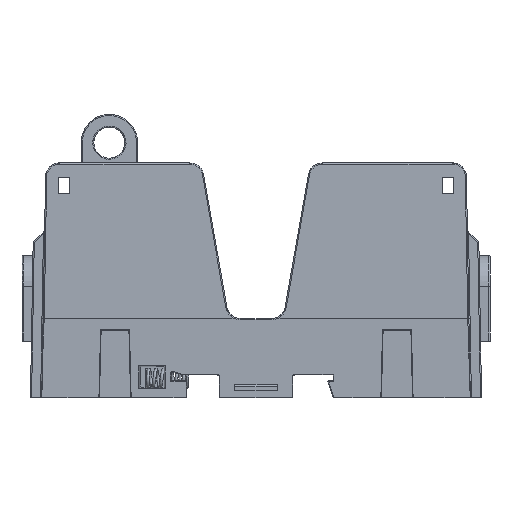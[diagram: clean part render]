
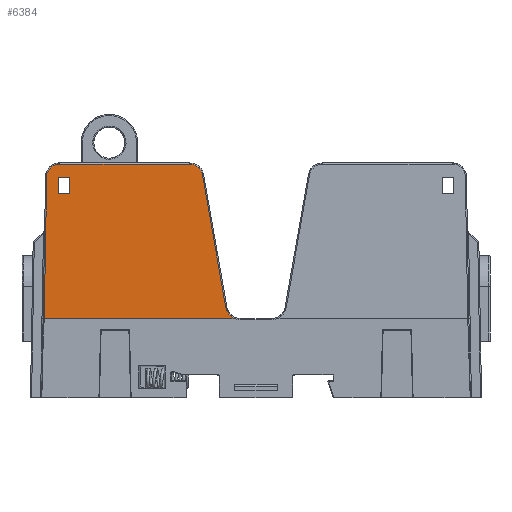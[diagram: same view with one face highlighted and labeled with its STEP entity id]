
A CAD part, front view. The second image highlights one B-rep face of the part: STEP entity #6384.
In plain terms, the highlighted planar face has unit normal (0, -1, 0.009).
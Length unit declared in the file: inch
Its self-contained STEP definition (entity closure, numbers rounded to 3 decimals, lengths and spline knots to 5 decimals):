
#1206 = CARTESIAN_POINT ( 'NONE',  ( -0.18609, -0.59, 0.7 ) ) ;
#1254 = VERTEX_POINT ( 'NONE', #34530 ) ;
#1505 = CARTESIAN_POINT ( 'NONE',  ( -0.18599, -0.59, 0.70002 ) ) ;
#3688 = VECTOR ( 'NONE', #34682, 39.37008 ) ;
#3959 = CARTESIAN_POINT ( 'NONE',  ( -0.18598, -0.59, 0.70004 ) ) ;
#5623 = EDGE_LOOP ( 'NONE', ( #36419, #54264, #19392, #13347, #11136, #34312, #56765, #20674 ) ) ;
#5732 = DIRECTION ( 'NONE',  ( 0., -0.009, -1. ) ) ;
#5758 = EDGE_CURVE ( 'NONE', #7620, #34145, #19683, .T. ) ;
#5996 = DIRECTION ( 'NONE',  ( -0.017, -0.009, -1. ) ) ;
#6384 = ADVANCED_FACE ( 'NONE', ( #10432, #32147 ), #9841, .T. ) ;
#6650 = B_SPLINE_CURVE_WITH_KNOTS ( 'NONE', 3,
 ( #41410, #1206, #24394, #19978, #14416, #19108, #10296, #33466, #46686, #15004, #1505, #50824, #55789, #24679, #55224, #54930 ),
 .UNSPECIFIED., .F., .F.,
 ( 4, 3, 3, 3, 3, 4 ),
 ( 0., 0., 0., 0., 0., 0. ),
 .UNSPECIFIED. ) ;
#7113 = CARTESIAN_POINT ( 'NONE',  ( -0.47497, -0.57887, 1.97506 ) ) ;
#7620 = VERTEX_POINT ( 'NONE', #16616 ) ;
#8024 = VERTEX_POINT ( 'NONE', #39311 ) ;
#8273 = LINE ( 'NONE', #57021, #3688 ) ;
#8706 = LINE ( 'NONE', #30730, #23528 ) ;
#8926 = LINE ( 'NONE', #37384, #27675 ) ;
#9841 = PLANE ( 'NONE',  #30779 ) ;
#10141 = DIRECTION ( 'NONE',  ( 0., -1., 0.009 ) ) ;
#10296 = CARTESIAN_POINT ( 'NONE',  ( -0.18602, -0.59, 0.70001 ) ) ;
#10416 = LINE ( 'NONE', #37703, #17492 ) ;
#10432 = FACE_BOUND ( 'NONE', #32355, .T. ) ;
#11085 = VECTOR ( 'NONE', #19592, 39.37008 ) ;
#11136 = ORIENTED_EDGE ( 'NONE', *, *, #5758, .T. ) ;
#11865 = VERTEX_POINT ( 'NONE', #3959 ) ;
#12039 = ORIENTED_EDGE ( 'NONE', *, *, #42190, .T. ) ;
#12523 = DIRECTION ( 'NONE',  ( -1., 0., 0. ) ) ;
#12688 = VERTEX_POINT ( 'NONE', #25282 ) ;
#13347 = ORIENTED_EDGE ( 'NONE', *, *, #32560, .T. ) ;
#13703 = VECTOR ( 'NONE', #12523, 39.37008 ) ;
#14184 =( BOUNDED_CURVE ( )  B_SPLINE_CURVE ( 3, ( #14339, #18743, #54566, #50164 ),
 .UNSPECIFIED., .F., .T. ) 
 B_SPLINE_CURVE_WITH_KNOTS ( ( 4, 4 ),
 ( 3.14159, 4.69494 ),
 .UNSPECIFIED. ) 
 CURVE ( )  GEOMETRIC_REPRESENTATION_ITEM ( )  RATIONAL_B_SPLINE_CURVE ( ( 1., 0.809, 0.809, 1. ) ) 
 REPRESENTATION_ITEM ( '' )  );
#14339 = CARTESIAN_POINT ( 'NONE',  ( -1.74086, -0.57804, 2.07009 ) ) ;
#14416 = CARTESIAN_POINT ( 'NONE',  ( -0.18604, -0.59, 0.7 ) ) ;
#15004 = CARTESIAN_POINT ( 'NONE',  ( -0.186, -0.59, 0.70002 ) ) ;
#16616 = CARTESIAN_POINT ( 'NONE',  ( -0.47497, -0.57887, 1.97506 ) ) ;
#16719 = VERTEX_POINT ( 'NONE', #32586 ) ;
#17492 = VECTOR ( 'NONE', #5996, 39.37008 ) ;
#17867 = CARTESIAN_POINT ( 'NONE',  ( -0.29952, -0.58756, 0.98003 ) ) ;
#18047 =( BOUNDED_CURVE ( )  B_SPLINE_CURVE ( 3, ( #35257, #52627, #20922, #29708 ),
 .UNSPECIFIED., .F., .T. ) 
 B_SPLINE_CURVE_WITH_KNOTS ( ( 4, 4 ),
 ( 0.38634, 1.39626 ),
 .UNSPECIFIED. ) 
 CURVE ( )  GEOMETRIC_REPRESENTATION_ITEM ( )  RATIONAL_B_SPLINE_CURVE ( ( 1., 0.917, 0.917, 1. ) ) 
 REPRESENTATION_ITEM ( '' )  );
#18344 = EDGE_CURVE ( 'NONE', #1254, #24350, #14184, .T. ) ;
#18736 = EDGE_CURVE ( 'NONE', #36748, #8024, #41265, .T. ) ;
#18743 = CARTESIAN_POINT ( 'NONE',  ( -1.80729, -0.57804, 2.07009 ) ) ;
#18961 = CARTESIAN_POINT ( 'NONE',  ( -1.88778, -0.57905, 1.955 ) ) ;
#19108 = CARTESIAN_POINT ( 'NONE',  ( -0.18603, -0.59, 0.70001 ) ) ;
#19187 = CARTESIAN_POINT ( 'NONE',  ( -1.75, -0.58036, 1.805 ) ) ;
#19392 = ORIENTED_EDGE ( 'NONE', *, *, #53000, .T. ) ;
#19592 = DIRECTION ( 'NONE',  ( -1., 0., 0. ) ) ;
#19683 =( BOUNDED_CURVE ( )  B_SPLINE_CURVE ( 3, ( #7113, #33816, #25039, #42928 ),
 .UNSPECIFIED., .F., .T. ) 
 B_SPLINE_CURVE_WITH_KNOTS ( ( 4, 4 ),
 ( 1.74533, 3.14159 ),
 .UNSPECIFIED. ) 
 CURVE ( )  GEOMETRIC_REPRESENTATION_ITEM ( )  RATIONAL_B_SPLINE_CURVE ( ( 1., 0.844, 0.844, 1. ) ) 
 REPRESENTATION_ITEM ( '' )  );
#19978 = CARTESIAN_POINT ( 'NONE',  ( -0.18606, -0.59, 0.7 ) ) ;
#20674 = ORIENTED_EDGE ( 'NONE', *, *, #21713, .T. ) ;
#20922 = CARTESIAN_POINT ( 'NONE',  ( -0.25981, -0.58952, 0.75488 ) ) ;
#21424 = EDGE_CURVE ( 'NONE', #34145, #1254, #21898, .T. ) ;
#21713 = EDGE_CURVE ( 'NONE', #24350, #12688, #10416, .T. ) ;
#21898 = LINE ( 'NONE', #57437, #13703 ) ;
#23512 = CARTESIAN_POINT ( 'NONE',  ( -0.1861, -0.59, 0.7 ) ) ;
#23528 = VECTOR ( 'NONE', #57465, 39.37008 ) ;
#24350 = VERTEX_POINT ( 'NONE', #36625 ) ;
#24394 = CARTESIAN_POINT ( 'NONE',  ( -0.18607, -0.59, 0.7 ) ) ;
#24679 = CARTESIAN_POINT ( 'NONE',  ( -0.18598, -0.59, 0.70003 ) ) ;
#25039 = CARTESIAN_POINT ( 'NONE',  ( -0.52983, -0.57804, 2.07009 ) ) ;
#25282 = CARTESIAN_POINT ( 'NONE',  ( -1.87778, -0.59, 0.7 ) ) ;
#26819 = CARTESIAN_POINT ( 'NONE',  ( -0.58822, -0.57804, 2.07009 ) ) ;
#27675 = VECTOR ( 'NONE', #27707, 39.37008 ) ;
#27707 = DIRECTION ( 'NONE',  ( 0., -0.009, -1. ) ) ;
#28574 = CARTESIAN_POINT ( 'NONE',  ( -1.75, -0.57905, 1.955 ) ) ;
#29558 = LINE ( 'NONE', #33079, #11085 ) ;
#29708 = CARTESIAN_POINT ( 'NONE',  ( -0.26806, -0.58911, 0.80164 ) ) ;
#30730 = CARTESIAN_POINT ( 'NONE',  ( -1.9, -0.59, 0.7 ) ) ;
#30779 = AXIS2_PLACEMENT_3D ( 'NONE', #50382, #10141, #5732 ) ;
#32147 = FACE_OUTER_BOUND ( 'NONE', #5623, .T. ) ;
#32355 = EDGE_LOOP ( 'NONE', ( #37978, #35472, #50499, #12039 ) ) ;
#32560 = EDGE_CURVE ( 'NONE', #16719, #7620, #58073, .T. ) ;
#32586 = CARTESIAN_POINT ( 'NONE',  ( -0.26806, -0.58911, 0.80164 ) ) ;
#33079 = CARTESIAN_POINT ( 'NONE',  ( -1.88778, -0.58036, 1.805 ) ) ;
#33466 = CARTESIAN_POINT ( 'NONE',  ( -0.18601, -0.59, 0.70001 ) ) ;
#33816 = CARTESIAN_POINT ( 'NONE',  ( -0.4851, -0.57837, 2.03256 ) ) ;
#34145 = VERTEX_POINT ( 'NONE', #26819 ) ;
#34312 = ORIENTED_EDGE ( 'NONE', *, *, #21424, .T. ) ;
#34530 = CARTESIAN_POINT ( 'NONE',  ( -1.74086, -0.57804, 2.07009 ) ) ;
#34682 = DIRECTION ( 'NONE',  ( 0., 0.009, 1. ) ) ;
#35257 = CARTESIAN_POINT ( 'NONE',  ( -0.18598, -0.59, 0.70004 ) ) ;
#35472 = ORIENTED_EDGE ( 'NONE', *, *, #52983, .T. ) ;
#36419 = ORIENTED_EDGE ( 'NONE', *, *, #55638, .T. ) ;
#36625 = CARTESIAN_POINT ( 'NONE',  ( -1.85584, -0.57903, 1.95709 ) ) ;
#36748 = VERTEX_POINT ( 'NONE', #28574 ) ;
#36771 = VERTEX_POINT ( 'NONE', #19187 ) ;
#36841 = DIRECTION ( 'NONE',  ( 1., 0., 0. ) ) ;
#37315 = VECTOR ( 'NONE', #36841, 39.37008 ) ;
#37384 = CARTESIAN_POINT ( 'NONE',  ( -1.65, -0.59, 0.7 ) ) ;
#37703 = CARTESIAN_POINT ( 'NONE',  ( -1.87778, -0.59, 0.69983 ) ) ;
#37978 = ORIENTED_EDGE ( 'NONE', *, *, #52172, .T. ) ;
#38034 = VERTEX_POINT ( 'NONE', #52220 ) ;
#39311 = CARTESIAN_POINT ( 'NONE',  ( -1.65, -0.57905, 1.955 ) ) ;
#41265 = LINE ( 'NONE', #18961, #37315 ) ;
#41410 = CARTESIAN_POINT ( 'NONE',  ( -0.1861, -0.59, 0.7 ) ) ;
#42190 = EDGE_CURVE ( 'NONE', #8024, #38034, #8926, .T. ) ;
#42928 = CARTESIAN_POINT ( 'NONE',  ( -0.58822, -0.57804, 2.07009 ) ) ;
#45259 = VERTEX_POINT ( 'NONE', #23512 ) ;
#46686 = CARTESIAN_POINT ( 'NONE',  ( -0.186, -0.59, 0.70001 ) ) ;
#49075 = VECTOR ( 'NONE', #53687, 39.37008 ) ;
#50164 = CARTESIAN_POINT ( 'NONE',  ( -1.85584, -0.57903, 1.95709 ) ) ;
#50382 = CARTESIAN_POINT ( 'NONE',  ( -1.88778, -0.59, 0.7 ) ) ;
#50499 = ORIENTED_EDGE ( 'NONE', *, *, #18736, .T. ) ;
#50824 = CARTESIAN_POINT ( 'NONE',  ( -0.18599, -0.59, 0.70003 ) ) ;
#52172 = EDGE_CURVE ( 'NONE', #38034, #36771, #29558, .T. ) ;
#52220 = CARTESIAN_POINT ( 'NONE',  ( -1.65, -0.58036, 1.805 ) ) ;
#52627 = CARTESIAN_POINT ( 'NONE',  ( -0.22997, -0.58984, 0.71793 ) ) ;
#52983 = EDGE_CURVE ( 'NONE', #36771, #36748, #8273, .T. ) ;
#53000 = EDGE_CURVE ( 'NONE', #11865, #16719, #18047, .T. ) ;
#53687 = DIRECTION ( 'NONE',  ( -0.174, 0.009, 0.985 ) ) ;
#54264 = ORIENTED_EDGE ( 'NONE', *, *, #56337, .T. ) ;
#54566 = CARTESIAN_POINT ( 'NONE',  ( -1.85468, -0.57845, 2.02352 ) ) ;
#54930 = CARTESIAN_POINT ( 'NONE',  ( -0.18598, -0.59, 0.70004 ) ) ;
#55224 = CARTESIAN_POINT ( 'NONE',  ( -0.18598, -0.59, 0.70003 ) ) ;
#55638 = EDGE_CURVE ( 'NONE', #12688, #45259, #8706, .T. ) ;
#55789 = CARTESIAN_POINT ( 'NONE',  ( -0.18598, -0.59, 0.70003 ) ) ;
#56337 = EDGE_CURVE ( 'NONE', #45259, #11865, #6650, .T. ) ;
#56765 = ORIENTED_EDGE ( 'NONE', *, *, #18344, .T. ) ;
#57021 = CARTESIAN_POINT ( 'NONE',  ( -1.75, -0.59, 0.7 ) ) ;
#57437 = CARTESIAN_POINT ( 'NONE',  ( -1.74086, -0.57804, 2.07009 ) ) ;
#57465 = DIRECTION ( 'NONE',  ( 1., 0., 0. ) ) ;
#58073 = LINE ( 'NONE', #17867, #49075 ) ;
